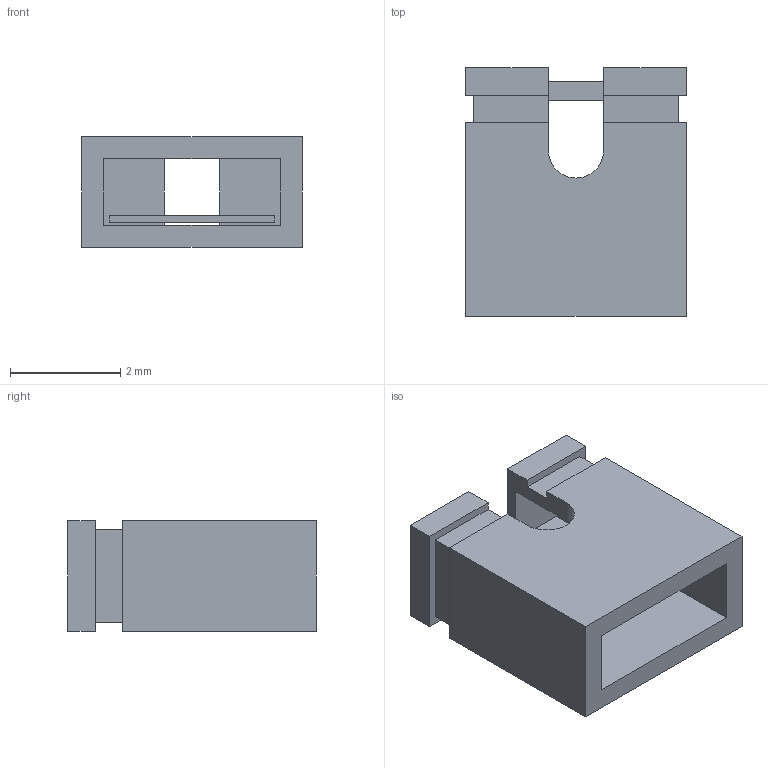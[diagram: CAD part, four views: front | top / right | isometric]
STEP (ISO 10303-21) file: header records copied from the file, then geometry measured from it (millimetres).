
FILE_DESCRIPTION (( 'STEP AP214' ), '1' );
FILE_NAME ('Shunt_2P_2mm.step', '2018-11-03T15:16:22+00:00', 'Stefan Hamminga', '', '', '', '');
FILE_SCHEMA (( 'AUTOMOTIVE_DESIGN' ));
Length unit declared in the file: millimetre
Products named in the file (1): Shunt_2P_2mm
Bounding box: 4 x 4.5 x 2 mm (x, y, z)
Volume: 17.2 mm3; surface area: 106.5 mm2
Topology: 2 solids, 2 shells, 39 faces, 108 edges, 72 vertices
Faces by surface type: plane 37, cylinder 2
Entity records: 1273 total; most frequent: CARTESIAN_POINT 220, ORIENTED_EDGE 216, DIRECTION 192, EDGE_CURVE 108, LINE 104, VECTOR 104, VERTEX_POINT 72, AXIS2_PLACEMENT_3D 44
